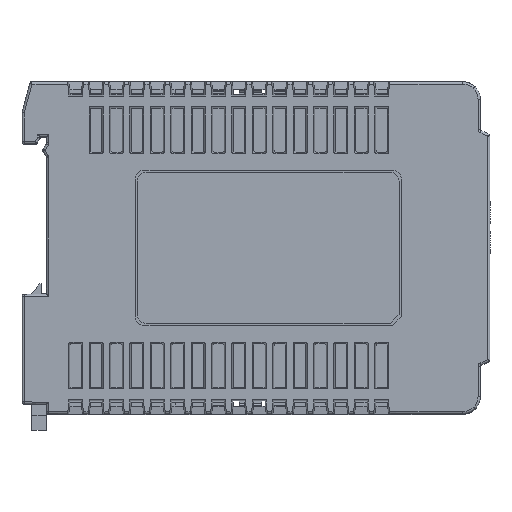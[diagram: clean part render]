
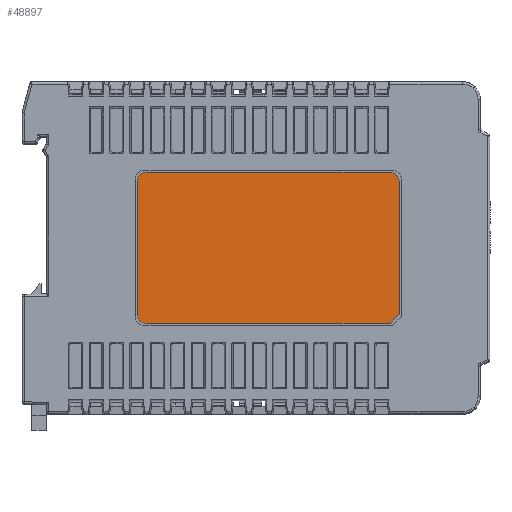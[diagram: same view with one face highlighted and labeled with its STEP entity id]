
A CAD part, top view. The second image highlights one B-rep face of the part: STEP entity #48897.
In plain terms, the highlighted planar face has unit normal (0, 0, 1).
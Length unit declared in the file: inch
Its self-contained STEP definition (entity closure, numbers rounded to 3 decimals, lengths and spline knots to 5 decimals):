
#173 = CARTESIAN_POINT ( 'NONE',  ( 1.16142, -0.59055, 0.07283 ) ) ;
#943 = ORIENTED_EDGE ( 'NONE', *, *, #36883, .T. ) ;
#2387 = ORIENTED_EDGE ( 'NONE', *, *, #77352, .T. ) ;
#7596 = FACE_OUTER_BOUND ( 'NONE', #75088, .T. ) ;
#8968 = VERTEX_POINT ( 'NONE', #67702 ) ;
#11151 = VECTOR ( 'NONE', #53544, 39.37008 ) ;
#11938 = AXIS2_PLACEMENT_3D ( 'NONE', #35624, #49031, #93092 ) ;
#12423 = DIRECTION ( 'NONE',  ( 0., 0., 1. ) ) ;
#13272 = DIRECTION ( 'NONE',  ( 1., 0., 0. ) ) ;
#13880 = CARTESIAN_POINT ( 'NONE',  ( 1.08268, 0.66929, 0.07283 ) ) ;
#17224 = VERTEX_POINT ( 'NONE', #70922 ) ;
#19027 = AXIS2_PLACEMENT_3D ( 'NONE', #56469, #12423, #70622 ) ;
#20119 = CARTESIAN_POINT ( 'NONE',  ( 1.08268, -0.66929, 0.07283 ) ) ;
#20830 = ORIENTED_EDGE ( 'NONE', *, *, #60432, .T. ) ;
#20836 = EDGE_CURVE ( 'NONE', #25685, #84592, #22335, .T. ) ;
#21143 = DIRECTION ( 'NONE',  ( 1., 0., 0. ) ) ;
#21285 = DIRECTION ( 'NONE',  ( 0., 1., 0. ) ) ;
#22335 = CIRCLE ( 'NONE', #19027, 0.07874 ) ;
#22435 = ORIENTED_EDGE ( 'NONE', *, *, #57751, .T. ) ;
#23835 = DIRECTION ( 'NONE',  ( -1., 0., 0. ) ) ;
#24868 = VERTEX_POINT ( 'NONE', #71610 ) ;
#25685 = VERTEX_POINT ( 'NONE', #37975 ) ;
#28456 = CARTESIAN_POINT ( 'NONE',  ( -1.08268, -0.66929, 0.07283 ) ) ;
#31157 = LINE ( 'NONE', #28456, #48257 ) ;
#34781 = VERTEX_POINT ( 'NONE', #75259 ) ;
#35426 = CARTESIAN_POINT ( 'NONE',  ( 0., 0., 0.07283 ) ) ;
#35624 = CARTESIAN_POINT ( 'NONE',  ( 1.08268, 0.59055, 0.07283 ) ) ;
#36043 = LINE ( 'NONE', #61106, #11151 ) ;
#36664 = LINE ( 'NONE', #173, #92051 ) ;
#36883 = EDGE_CURVE ( 'NONE', #84592, #24868, #31157, .T. ) ;
#37975 = CARTESIAN_POINT ( 'NONE',  ( -1.16142, -0.59055, 0.07283 ) ) ;
#39807 = CARTESIAN_POINT ( 'NONE',  ( -1.08268, 0.59055, 0.07283 ) ) ;
#43458 = CARTESIAN_POINT ( 'NONE',  ( -1.08268, -0.66929, 0.07283 ) ) ;
#43731 = ORIENTED_EDGE ( 'NONE', *, *, #70197, .T. ) ;
#44342 = EDGE_CURVE ( 'NONE', #17224, #25685, #36043, .T. ) ;
#48257 = VECTOR ( 'NONE', #13272, 39.37008 ) ;
#48844 = VERTEX_POINT ( 'NONE', #13880 ) ;
#48897 = ADVANCED_FACE ( 'NONE', ( #7596 ), #64885, .T. ) ;
#49031 = DIRECTION ( 'NONE',  ( 0., 0., 1. ) ) ;
#49756 = DIRECTION ( 'NONE',  ( 0., 0., 1. ) ) ;
#53544 = DIRECTION ( 'NONE',  ( 0., -1., 0. ) ) ;
#54546 = AXIS2_PLACEMENT_3D ( 'NONE', #39807, #90013, #82492 ) ;
#54643 = ORIENTED_EDGE ( 'NONE', *, *, #86384, .T. ) ;
#55493 = ORIENTED_EDGE ( 'NONE', *, *, #20836, .T. ) ;
#56469 = CARTESIAN_POINT ( 'NONE',  ( -1.08268, -0.59055, 0.07283 ) ) ;
#57323 = VERTEX_POINT ( 'NONE', #59707 ) ;
#57751 = EDGE_CURVE ( 'NONE', #8968, #34781, #36664, .T. ) ;
#59707 = CARTESIAN_POINT ( 'NONE',  ( -1.08268, 0.66929, 0.07283 ) ) ;
#60432 = EDGE_CURVE ( 'NONE', #48844, #57323, #93059, .T. ) ;
#61106 = CARTESIAN_POINT ( 'NONE',  ( -1.16142, 0.59055, 0.07283 ) ) ;
#64885 = PLANE ( 'NONE',  #84063 ) ;
#66594 = VECTOR ( 'NONE', #84711, 39.37008 ) ;
#67070 = CIRCLE ( 'NONE', #54546, 0.07874 ) ;
#67702 = CARTESIAN_POINT ( 'NONE',  ( 1.16142, -0.59055, 0.07283 ) ) ;
#70197 = EDGE_CURVE ( 'NONE', #34781, #48844, #81499, .T. ) ;
#70622 = DIRECTION ( 'NONE',  ( -1., 0., 0. ) ) ;
#70922 = CARTESIAN_POINT ( 'NONE',  ( -1.16142, 0.59055, 0.07283 ) ) ;
#71610 = CARTESIAN_POINT ( 'NONE',  ( 1.08268, -0.66929, 0.07283 ) ) ;
#73875 = VECTOR ( 'NONE', #23835, 39.37008 ) ;
#75088 = EDGE_LOOP ( 'NONE', ( #22435, #43731, #20830, #54643, #81665, #55493, #943, #2387 ) ) ;
#75259 = CARTESIAN_POINT ( 'NONE',  ( 1.16142, 0.59055, 0.07283 ) ) ;
#77352 = EDGE_CURVE ( 'NONE', #24868, #8968, #80177, .T. ) ;
#80177 = LINE ( 'NONE', #20119, #66594 ) ;
#81499 = CIRCLE ( 'NONE', #11938, 0.07874 ) ;
#81665 = ORIENTED_EDGE ( 'NONE', *, *, #44342, .T. ) ;
#82492 = DIRECTION ( 'NONE',  ( 0., 1., 0. ) ) ;
#83002 = CARTESIAN_POINT ( 'NONE',  ( 1.08268, 0.66929, 0.07283 ) ) ;
#84063 = AXIS2_PLACEMENT_3D ( 'NONE', #35426, #49756, #21143 ) ;
#84592 = VERTEX_POINT ( 'NONE', #43458 ) ;
#84711 = DIRECTION ( 'NONE',  ( 0.707, 0.707, 0. ) ) ;
#86384 = EDGE_CURVE ( 'NONE', #57323, #17224, #67070, .T. ) ;
#90013 = DIRECTION ( 'NONE',  ( 0., 0., 1. ) ) ;
#92051 = VECTOR ( 'NONE', #21285, 39.37008 ) ;
#93059 = LINE ( 'NONE', #83002, #73875 ) ;
#93092 = DIRECTION ( 'NONE',  ( 1., 0., 0. ) ) ;
